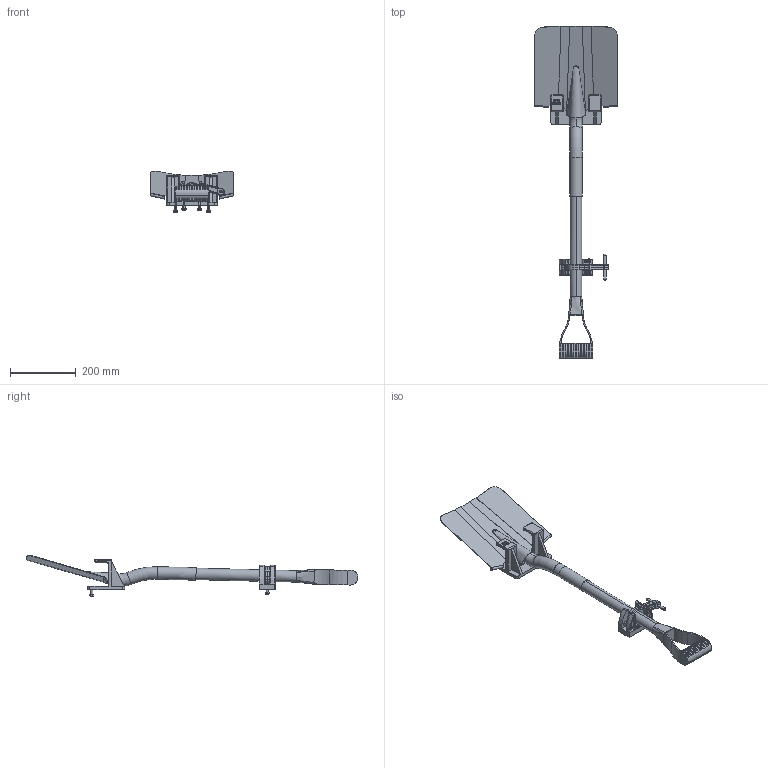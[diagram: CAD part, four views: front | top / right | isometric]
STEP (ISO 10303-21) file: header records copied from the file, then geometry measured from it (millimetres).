
FILE_DESCRIPTION (( 'STEP AP203' ), '1' );
FILE_NAME ('K5009.STEP', '2010-08-23T13:43:36', ( '' ), ( '' ), 'SwSTEP 2.0', 'SolidWorks 2010', '' );
FILE_SCHEMA (( 'CONFIG_CONTROL_DESIGN' ));
Length unit declared in the file: inch
Products named in the file (12): K5009; 1009; Square head shovel; 1004_In use; 1004 BASE; 1004  PIVOT PIN; 1004  PAD; 1004 STRAP (BLACK) - in use; 2032; 2032_3.875" spacing; 2031_CR-FHMS 0.25-20x0.75x0.75-N; 2069LN_MSHXNUT 0.250-20-S-N
Assembly tree (17 placements, depth 3):
  K5009
    2032_3.875" spacing
      2069LN_MSHXNUT 0.250-20-S-N  x2
      2031_CR-FHMS 0.25-20x0.75x0.75-N  x2
    1009
    Square head shovel
    1004_In use
      1004 STRAP (BLACK) - in use
      1004  PIVOT PIN
      1004  PAD
      1004 BASE
    2032
      2069LN_MSHXNUT 0.250-20-S-N  x2
      2031_CR-FHMS 0.25-20x0.75x0.75-N  x2
Bounding box: 255.13 x 1008.27 x 125.92 mm (x, y, z)
Volume: 1196999.5 mm3; surface area: 424307.5 mm2
Topology: 17 solids, 17 shells, 1400 faces, 3382 edges, 2081 vertices
Faces by surface type: plane 535, cylinder 461, torus 190, bspline 134, cone 72, sphere 8
Entity records: 53776 total; most frequent: CARTESIAN_POINT 23332, ORIENTED_EDGE 6050, DIRECTION 6037, EDGE_CURVE 3025, AXIS2_PLACEMENT_3D 2240, VERTEX_POINT 1885, VECTOR 1557, LINE 1557
